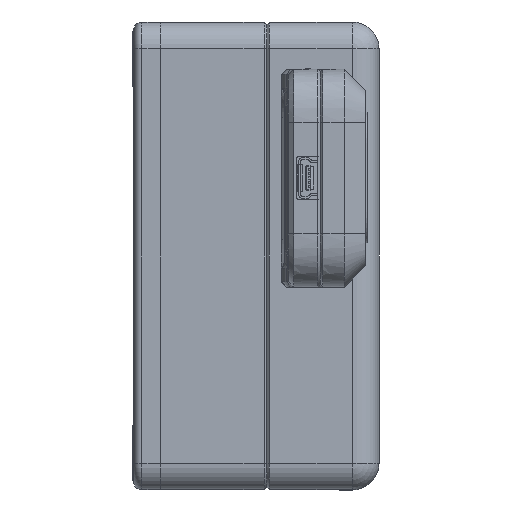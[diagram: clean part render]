
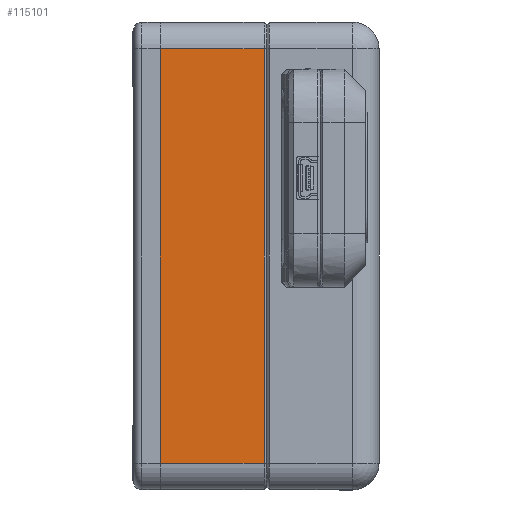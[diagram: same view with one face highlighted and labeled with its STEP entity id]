
A CAD part, left-side view. The second image highlights one B-rep face of the part: STEP entity #115101.
In plain terms, the highlighted planar face has unit normal (-1, 0, 0).
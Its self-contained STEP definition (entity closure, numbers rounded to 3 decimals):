
#3139 = CARTESIAN_POINT ( 'NONE',  ( -49.056, -11.2, -98.5 ) ) ;
#3808 = EDGE_CURVE ( 'NONE', #38697, #79700, #124997, .T. ) ;
#5778 = VECTOR ( 'NONE', #155984, 1000. ) ;
#15672 = VECTOR ( 'NONE', #141731, 1000. ) ;
#17813 = AXIS2_PLACEMENT_3D ( 'NONE', #187333, #49984, #36019 ) ;
#22345 = VECTOR ( 'NONE', #175014, 1000. ) ;
#25905 = EDGE_CURVE ( 'NONE', #119368, #38697, #135232, .T. ) ;
#36019 = DIRECTION ( 'NONE',  ( 0., -1., 0. ) ) ;
#38697 = VERTEX_POINT ( 'NONE', #104071 ) ;
#49008 = ORIENTED_EDGE ( 'NONE', *, *, #102835, .T. ) ;
#49984 = DIRECTION ( 'NONE',  ( -1., 0., 0. ) ) ;
#61884 = LINE ( 'NONE', #3139, #121610 ) ;
#62976 = CARTESIAN_POINT ( 'NONE',  ( -49.056, 8.3, -98.5 ) ) ;
#79700 = VERTEX_POINT ( 'NONE', #62976 ) ;
#86449 = ORIENTED_EDGE ( 'NONE', *, *, #90676, .T. ) ;
#90676 = EDGE_CURVE ( 'NONE', #99117, #79700, #156267, .T. ) ;
#99117 = VERTEX_POINT ( 'NONE', #189149 ) ;
#100088 = CARTESIAN_POINT ( 'NONE',  ( -49.056, 8.3, -176.5 ) ) ;
#100526 = ORIENTED_EDGE ( 'NONE', *, *, #3808, .F. ) ;
#102835 = EDGE_CURVE ( 'NONE', #119368, #99117, #61884, .T. ) ;
#104071 = CARTESIAN_POINT ( 'NONE',  ( -49.056, 8.3, -176.5 ) ) ;
#115101 = ADVANCED_FACE ( 'NONE', ( #179273 ), #188001, .T. ) ;
#116858 = EDGE_LOOP ( 'NONE', ( #177131, #49008, #86449, #100526 ) ) ;
#119368 = VERTEX_POINT ( 'NONE', #169709 ) ;
#121610 = VECTOR ( 'NONE', #157910, 1000. ) ;
#124997 = LINE ( 'NONE', #100088, #22345 ) ;
#135232 = LINE ( 'NONE', #188888, #15672 ) ;
#140079 = CARTESIAN_POINT ( 'NONE',  ( -49.056, -11.7, -98.5 ) ) ;
#141731 = DIRECTION ( 'NONE',  ( 0., 1., 0. ) ) ;
#155984 = DIRECTION ( 'NONE',  ( 0., 1., 0. ) ) ;
#156267 = LINE ( 'NONE', #140079, #5778 ) ;
#157910 = DIRECTION ( 'NONE',  ( 0., 0., 1. ) ) ;
#169709 = CARTESIAN_POINT ( 'NONE',  ( -49.056, -11.2, -176.5 ) ) ;
#175014 = DIRECTION ( 'NONE',  ( 0., 0., 1. ) ) ;
#177131 = ORIENTED_EDGE ( 'NONE', *, *, #25905, .F. ) ;
#179273 = FACE_OUTER_BOUND ( 'NONE', #116858, .T. ) ;
#187333 = CARTESIAN_POINT ( 'NONE',  ( -49.056, -11.7, -176.5 ) ) ;
#188001 = PLANE ( 'NONE',  #17813 ) ;
#188888 = CARTESIAN_POINT ( 'NONE',  ( -49.056, -11.7, -176.5 ) ) ;
#189149 = CARTESIAN_POINT ( 'NONE',  ( -49.056, -11.2, -98.5 ) ) ;
